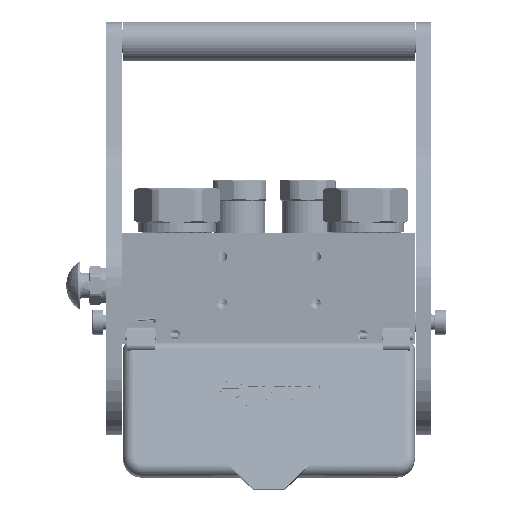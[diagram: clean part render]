
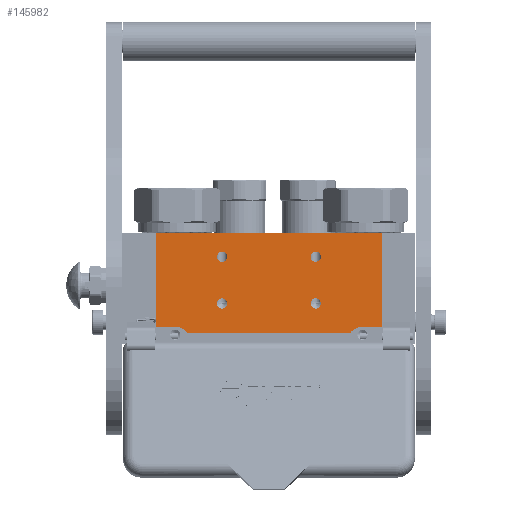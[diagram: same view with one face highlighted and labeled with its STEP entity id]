
A CAD part, left-side view. The second image highlights one B-rep face of the part: STEP entity #145982.
In plain terms, the highlighted face is planar.
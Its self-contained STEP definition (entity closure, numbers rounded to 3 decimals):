
#1123 = DIRECTION ( 'NONE',  ( 0., 1., 0. ) ) ;
#1640 = FACE_BOUND ( 'NONE', #12999, .T. ) ;
#2096 = CARTESIAN_POINT ( 'NONE',  ( 124., 45., -108. ) ) ;
#4154 = CARTESIAN_POINT ( 'NONE',  ( 145.854, 64.2, -108. ) ) ;
#6194 = LINE ( 'NONE', #39121, #40175 ) ;
#7505 = DIRECTION ( 'NONE',  ( 0., 0., -1. ) ) ;
#7877 = PLANE ( 'NONE',  #29104 ) ;
#8442 = CARTESIAN_POINT ( 'NONE',  ( 145.854, 64.2, -108. ) ) ;
#9184 = VERTEX_POINT ( 'NONE', #70046 ) ;
#9389 = CARTESIAN_POINT ( 'NONE',  ( 124., 11.7, -108. ) ) ;
#10170 = EDGE_CURVE ( 'NONE', #11644, #69000, #33211, .T. ) ;
#11232 = LINE ( 'NONE', #77693, #100480 ) ;
#11552 = EDGE_LOOP ( 'NONE', ( #113863, #23243 ) ) ;
#11644 = VERTEX_POINT ( 'NONE', #126662 ) ;
#12999 = EDGE_LOOP ( 'NONE', ( #119476, #101268 ) ) ;
#13201 = CARTESIAN_POINT ( 'NONE',  ( 154., 60., -108. ) ) ;
#14134 = CIRCLE ( 'NONE', #94242, 10. ) ;
#16293 = CIRCLE ( 'NONE', #147807, 3.3 ) ;
#16633 = ORIENTED_EDGE ( 'NONE', *, *, #45183, .F. ) ;
#19097 = AXIS2_PLACEMENT_3D ( 'NONE', #45433, #135247, #45935 ) ;
#19456 = CARTESIAN_POINT ( 'NONE',  ( 64., 45., -108. ) ) ;
#19520 = FACE_BOUND ( 'NONE', #92940, .T. ) ;
#19613 = CARTESIAN_POINT ( 'NONE',  ( 124., 18.3, -108. ) ) ;
#19681 = DIRECTION ( 'NONE',  ( 0., 1., 0. ) ) ;
#19792 = VERTEX_POINT ( 'NONE', #53433 ) ;
#19846 = VERTEX_POINT ( 'NONE', #22948 ) ;
#20575 = DIRECTION ( 'NONE',  ( 0., 1., 0. ) ) ;
#21590 = DIRECTION ( 'NONE',  ( 0., 0., -1. ) ) ;
#22115 = ORIENTED_EDGE ( 'NONE', *, *, #130523, .F. ) ;
#22948 = CARTESIAN_POINT ( 'NONE',  ( 64., 48.3, -108. ) ) ;
#23243 = ORIENTED_EDGE ( 'NONE', *, *, #46922, .F. ) ;
#25256 = AXIS2_PLACEMENT_3D ( 'NONE', #73077, #38150, #128007 ) ;
#27112 = DIRECTION ( 'NONE',  ( 0., 0., -1. ) ) ;
#27904 = AXIS2_PLACEMENT_3D ( 'NONE', #56001, #21590, #135864 ) ;
#28607 = DIRECTION ( 'NONE',  ( 0., 1., 0. ) ) ;
#28876 = VECTOR ( 'NONE', #146925, 1000. ) ;
#29104 = AXIS2_PLACEMENT_3D ( 'NONE', #65268, #40401, #41367 ) ;
#29630 = AXIS2_PLACEMENT_3D ( 'NONE', #95667, #96680, #37824 ) ;
#30276 = FACE_OUTER_BOUND ( 'NONE', #37695, .T. ) ;
#33191 = CIRCLE ( 'NONE', #25256, 3.3 ) ;
#33211 = LINE ( 'NONE', #139330, #58221 ) ;
#36930 = AXIS2_PLACEMENT_3D ( 'NONE', #88117, #123987, #19681 ) ;
#37597 = EDGE_CURVE ( 'NONE', #61222, #46370, #57153, .T. ) ;
#37695 = EDGE_LOOP ( 'NONE', ( #38765, #123013, #124060, #53612, #121667, #16633, #22115, #79684 ) ) ;
#37824 = DIRECTION ( 'NONE',  ( 0., -1., 0. ) ) ;
#38150 = DIRECTION ( 'NONE',  ( 0., 0., -1. ) ) ;
#38765 = ORIENTED_EDGE ( 'NONE', *, *, #85037, .F. ) ;
#39072 = CIRCLE ( 'NONE', #19097, 3.3 ) ;
#39121 = CARTESIAN_POINT ( 'NONE',  ( 166.7, 0., -108. ) ) ;
#39401 = CARTESIAN_POINT ( 'NONE',  ( 42.146, 64.2, -108. ) ) ;
#40175 = VECTOR ( 'NONE', #28607, 1000. ) ;
#40297 = EDGE_CURVE ( 'NONE', #65572, #79250, #33191, .T. ) ;
#40401 = DIRECTION ( 'NONE',  ( 0., 0., -1. ) ) ;
#41193 = EDGE_CURVE ( 'NONE', #19792, #19846, #86525, .T. ) ;
#41367 = DIRECTION ( 'NONE',  ( -1., 0., 0. ) ) ;
#42762 = FACE_BOUND ( 'NONE', #11552, .T. ) ;
#43202 = CIRCLE ( 'NONE', #93873, 3.3 ) ;
#43738 = CARTESIAN_POINT ( 'NONE',  ( 64., 11.7, -108. ) ) ;
#43939 = EDGE_CURVE ( 'NONE', #111354, #9184, #71137, .T. ) ;
#45183 = EDGE_CURVE ( 'NONE', #73969, #77240, #81436, .T. ) ;
#45433 = CARTESIAN_POINT ( 'NONE',  ( 124., 45., -108. ) ) ;
#45493 = EDGE_CURVE ( 'NONE', #46370, #61222, #93734, .T. ) ;
#45935 = DIRECTION ( 'NONE',  ( 0., -1., 0. ) ) ;
#46370 = VERTEX_POINT ( 'NONE', #43738 ) ;
#46922 = EDGE_CURVE ( 'NONE', #79250, #65572, #43202, .T. ) ;
#51522 = EDGE_CURVE ( 'NONE', #77240, #128369, #58442, .T. ) ;
#53433 = CARTESIAN_POINT ( 'NONE',  ( 64., 41.7, -108. ) ) ;
#53612 = ORIENTED_EDGE ( 'NONE', *, *, #89874, .T. ) ;
#55452 = CARTESIAN_POINT ( 'NONE',  ( 124., 15., -108. ) ) ;
#55942 = VERTEX_POINT ( 'NONE', #146364 ) ;
#56001 = CARTESIAN_POINT ( 'NONE',  ( 64., 15., -108. ) ) ;
#57153 = CIRCLE ( 'NONE', #27904, 3.3 ) ;
#58221 = VECTOR ( 'NONE', #129405, 1000. ) ;
#58403 = CIRCLE ( 'NONE', #36930, 3.3 ) ;
#58442 = CIRCLE ( 'NONE', #116378, 10. ) ;
#61222 = VERTEX_POINT ( 'NONE', #75263 ) ;
#65268 = CARTESIAN_POINT ( 'NONE',  ( 166.7, 0., -108. ) ) ;
#65572 = VERTEX_POINT ( 'NONE', #9389 ) ;
#65852 = ORIENTED_EDGE ( 'NONE', *, *, #41193, .F. ) ;
#67817 = EDGE_CURVE ( 'NONE', #55942, #111354, #11232, .T. ) ;
#69000 = VERTEX_POINT ( 'NONE', #13201 ) ;
#69020 = VERTEX_POINT ( 'NONE', #70117 ) ;
#70046 = CARTESIAN_POINT ( 'NONE',  ( 21.3, 60., -108. ) ) ;
#70117 = CARTESIAN_POINT ( 'NONE',  ( 124., 48.3, -108. ) ) ;
#71137 = LINE ( 'NONE', #95145, #147816 ) ;
#72951 = ORIENTED_EDGE ( 'NONE', *, *, #139133, .F. ) ;
#73077 = CARTESIAN_POINT ( 'NONE',  ( 124., 15., -108. ) ) ;
#73969 = VERTEX_POINT ( 'NONE', #4154 ) ;
#74302 = CARTESIAN_POINT ( 'NONE',  ( 34., 60., -108. ) ) ;
#75263 = CARTESIAN_POINT ( 'NONE',  ( 64., 18.3, -108. ) ) ;
#77240 = VERTEX_POINT ( 'NONE', #39401 ) ;
#77693 = CARTESIAN_POINT ( 'NONE',  ( 166.7, 0., -108. ) ) ;
#78044 = EDGE_CURVE ( 'NONE', #69020, #128778, #16293, .T. ) ;
#79250 = VERTEX_POINT ( 'NONE', #19613 ) ;
#79684 = ORIENTED_EDGE ( 'NONE', *, *, #10170, .F. ) ;
#80521 = DIRECTION ( 'NONE',  ( 0., 0., -1. ) ) ;
#81436 = LINE ( 'NONE', #8442, #120628 ) ;
#84513 = CARTESIAN_POINT ( 'NONE',  ( 34., 70., -108. ) ) ;
#84562 = ORIENTED_EDGE ( 'NONE', *, *, #45493, .F. ) ;
#85037 = EDGE_CURVE ( 'NONE', #55942, #11644, #6194, .T. ) ;
#86489 = CARTESIAN_POINT ( 'NONE',  ( 21.3, 0., -108. ) ) ;
#86525 = CIRCLE ( 'NONE', #128688, 3.3 ) ;
#88117 = CARTESIAN_POINT ( 'NONE',  ( 64., 45., -108. ) ) ;
#89874 = EDGE_CURVE ( 'NONE', #9184, #128369, #125404, .T. ) ;
#91795 = EDGE_CURVE ( 'NONE', #128778, #69020, #39072, .T. ) ;
#92156 = CARTESIAN_POINT ( 'NONE',  ( 154., 70., -108. ) ) ;
#92630 = EDGE_LOOP ( 'NONE', ( #65852, #72951 ) ) ;
#92940 = EDGE_LOOP ( 'NONE', ( #84562, #138190 ) ) ;
#93734 = CIRCLE ( 'NONE', #29630, 3.3 ) ;
#93873 = AXIS2_PLACEMENT_3D ( 'NONE', #55452, #112411, #20575 ) ;
#94242 = AXIS2_PLACEMENT_3D ( 'NONE', #92156, #125115, #115065 ) ;
#94989 = DIRECTION ( 'NONE',  ( 0.815, -0.58, 0. ) ) ;
#95145 = CARTESIAN_POINT ( 'NONE',  ( 21.3, 0., -108. ) ) ;
#95667 = CARTESIAN_POINT ( 'NONE',  ( 64., 15., -108. ) ) ;
#96680 = DIRECTION ( 'NONE',  ( 0., 0., -1. ) ) ;
#100480 = VECTOR ( 'NONE', #113053, 1000. ) ;
#101268 = ORIENTED_EDGE ( 'NONE', *, *, #78044, .F. ) ;
#110339 = DIRECTION ( 'NONE',  ( 0., -1., 0. ) ) ;
#111354 = VERTEX_POINT ( 'NONE', #86489 ) ;
#112411 = DIRECTION ( 'NONE',  ( 0., 0., -1. ) ) ;
#112534 = CARTESIAN_POINT ( 'NONE',  ( 21.3, 60., -108. ) ) ;
#113053 = DIRECTION ( 'NONE',  ( -1., 0., 0. ) ) ;
#113863 = ORIENTED_EDGE ( 'NONE', *, *, #40297, .F. ) ;
#115065 = DIRECTION ( 'NONE',  ( 0., -1., 0. ) ) ;
#116378 = AXIS2_PLACEMENT_3D ( 'NONE', #84513, #27112, #94989 ) ;
#117478 = CARTESIAN_POINT ( 'NONE',  ( 124., 41.7, -108. ) ) ;
#117562 = DIRECTION ( 'NONE',  ( 0., 1., 0. ) ) ;
#119476 = ORIENTED_EDGE ( 'NONE', *, *, #91795, .F. ) ;
#120628 = VECTOR ( 'NONE', #134180, 1000. ) ;
#121667 = ORIENTED_EDGE ( 'NONE', *, *, #51522, .F. ) ;
#123013 = ORIENTED_EDGE ( 'NONE', *, *, #67817, .T. ) ;
#123987 = DIRECTION ( 'NONE',  ( 0., 0., -1. ) ) ;
#124060 = ORIENTED_EDGE ( 'NONE', *, *, #43939, .T. ) ;
#125115 = DIRECTION ( 'NONE',  ( 0., 0., -1. ) ) ;
#125404 = LINE ( 'NONE', #112534, #28876 ) ;
#126662 = CARTESIAN_POINT ( 'NONE',  ( 166.7, 60., -108. ) ) ;
#126710 = FACE_BOUND ( 'NONE', #92630, .T. ) ;
#128007 = DIRECTION ( 'NONE',  ( 0., -1., 0. ) ) ;
#128369 = VERTEX_POINT ( 'NONE', #74302 ) ;
#128688 = AXIS2_PLACEMENT_3D ( 'NONE', #19456, #7505, #110339 ) ;
#128778 = VERTEX_POINT ( 'NONE', #117478 ) ;
#129405 = DIRECTION ( 'NONE',  ( -1., 0., 0. ) ) ;
#130523 = EDGE_CURVE ( 'NONE', #69000, #73969, #14134, .T. ) ;
#134180 = DIRECTION ( 'NONE',  ( -1., 0., 0. ) ) ;
#135247 = DIRECTION ( 'NONE',  ( 0., 0., -1. ) ) ;
#135864 = DIRECTION ( 'NONE',  ( 0., 1., 0. ) ) ;
#138190 = ORIENTED_EDGE ( 'NONE', *, *, #37597, .F. ) ;
#139133 = EDGE_CURVE ( 'NONE', #19846, #19792, #58403, .T. ) ;
#139330 = CARTESIAN_POINT ( 'NONE',  ( 166.7, 60., -108. ) ) ;
#145982 = ADVANCED_FACE ( 'NONE', ( #1640, #42762, #126710, #19520, #30276 ), #7877, .T. ) ;
#146364 = CARTESIAN_POINT ( 'NONE',  ( 166.7, 0., -108. ) ) ;
#146925 = DIRECTION ( 'NONE',  ( 1., 0., 0. ) ) ;
#147807 = AXIS2_PLACEMENT_3D ( 'NONE', #2096, #80521, #1123 ) ;
#147816 = VECTOR ( 'NONE', #117562, 1000. ) ;
